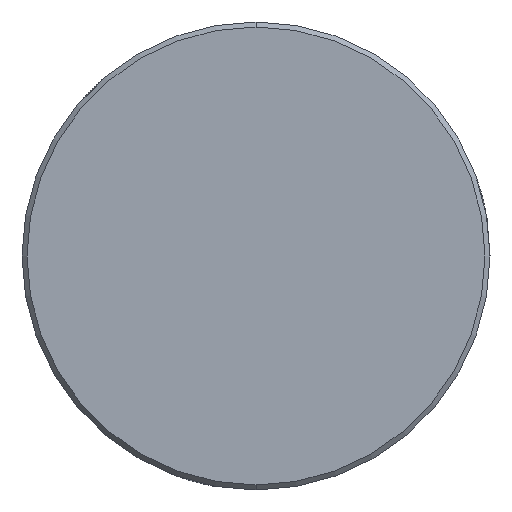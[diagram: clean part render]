
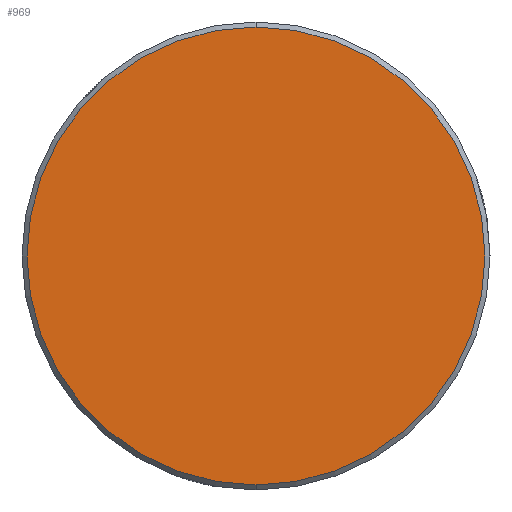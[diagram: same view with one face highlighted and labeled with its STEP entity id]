
A CAD part, left-side view. The second image highlights one B-rep face of the part: STEP entity #969.
In plain terms, the highlighted planar face has unit normal (-1, 0, 0).
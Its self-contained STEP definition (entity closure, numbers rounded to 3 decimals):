
#23 = AXIS2_PLACEMENT_3D ( 'NONE', #24, #107, #109 ) ;
#24 = CARTESIAN_POINT ( 'NONE',  ( -193.12, 0., 0. ) ) ;
#107 = DIRECTION ( 'NONE',  ( -1., 0., 0. ) ) ;
#109 = DIRECTION ( 'NONE',  ( 0., 0., -1. ) ) ;
#218 = CARTESIAN_POINT ( 'NONE',  ( -193.12, -13.864, -13.864 ) ) ;
#234 = EDGE_CURVE ( 'NONE', #1100, #270, #622, .T. ) ;
#270 = VERTEX_POINT ( 'NONE', #487 ) ;
#292 = CARTESIAN_POINT ( 'NONE',  ( -193.12, 0., 0. ) ) ;
#409 = ORIENTED_EDGE ( 'NONE', *, *, #913, .T. ) ;
#459 = CIRCLE ( 'NONE', #23, 13.7 ) ;
#482 = DIRECTION ( 'NONE',  ( -1., 0., 0. ) ) ;
#487 = CARTESIAN_POINT ( 'NONE',  ( -193.12, 0., -13.7 ) ) ;
#490 = PLANE ( 'NONE',  #518 ) ;
#518 = AXIS2_PLACEMENT_3D ( 'NONE', #218, #826, #1015 ) ;
#568 = DIRECTION ( 'NONE',  ( 0., 0., -1. ) ) ;
#622 = CIRCLE ( 'NONE', #934, 13.7 ) ;
#715 = FACE_OUTER_BOUND ( 'NONE', #832, .T. ) ;
#800 = ORIENTED_EDGE ( 'NONE', *, *, #234, .T. ) ;
#824 = CARTESIAN_POINT ( 'NONE',  ( -193.12, 0., 13.7 ) ) ;
#826 = DIRECTION ( 'NONE',  ( -1., 0., 0. ) ) ;
#832 = EDGE_LOOP ( 'NONE', ( #409, #800 ) ) ;
#913 = EDGE_CURVE ( 'NONE', #270, #1100, #459, .T. ) ;
#934 = AXIS2_PLACEMENT_3D ( 'NONE', #292, #482, #568 ) ;
#969 = ADVANCED_FACE ( 'NONE', ( #715 ), #490, .T. ) ;
#1015 = DIRECTION ( 'NONE',  ( 0., 0., 1. ) ) ;
#1100 = VERTEX_POINT ( 'NONE', #824 ) ;
